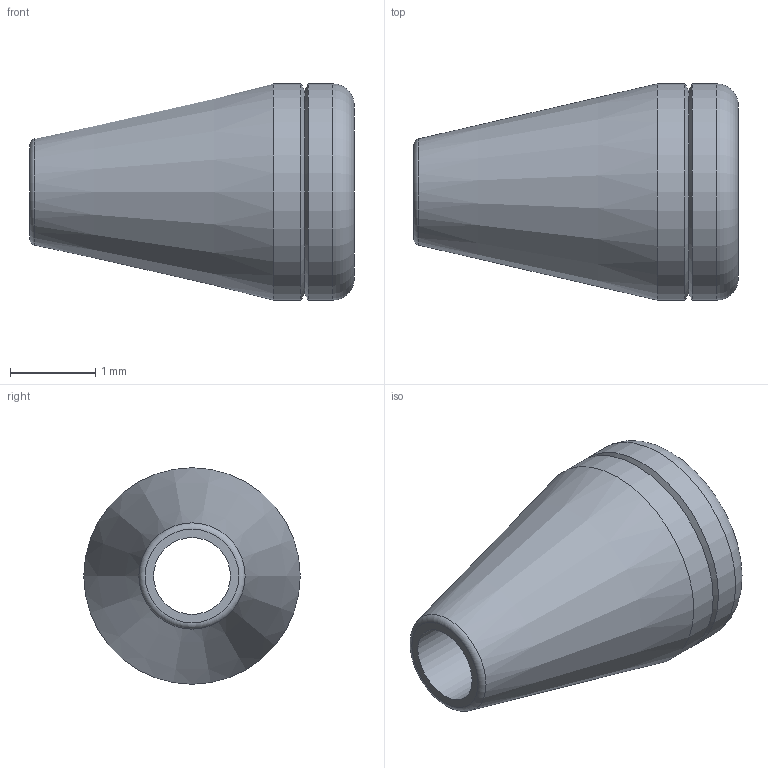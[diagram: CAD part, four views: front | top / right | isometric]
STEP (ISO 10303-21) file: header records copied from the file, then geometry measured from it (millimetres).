
FILE_DESCRIPTION((''),'2;1');
FILE_NAME('310154-ZF.5 Ferrule.stp','2008-08-07T17:11:07',('Franzp'),(''),'Autodesk Inventor 2008','Autodesk Inventor 2008','');
FILE_SCHEMA(('AUTOMOTIVE_DESIGN { 1 0 10303 214 1 1 1 1 }'));
Length unit declared in the file: millimetre
Products named in the file (1): 310154
Bounding box: 3.81 x 2.54 x 2.54 mm (x, y, z)
Volume: 10.5 mm3; surface area: 40.2 mm2
Topology: 1 solids, 1 shells, 11 faces, 25 edges, 16 vertices
Faces by surface type: cone 4, cylinder 2, torus 2, plane 2, bspline 1
Full cylindrical faces by diameter (mm): 2.54 x2
Entity records: 267 total; most frequent: CARTESIAN_POINT 51, DIRECTION 44, AXIS2_PLACEMENT_3D 22, ORIENTED_EDGE 22, EDGE_LOOP 22, VERTEX_POINT 11, CIRCLE 11, EDGE_CURVE 11
